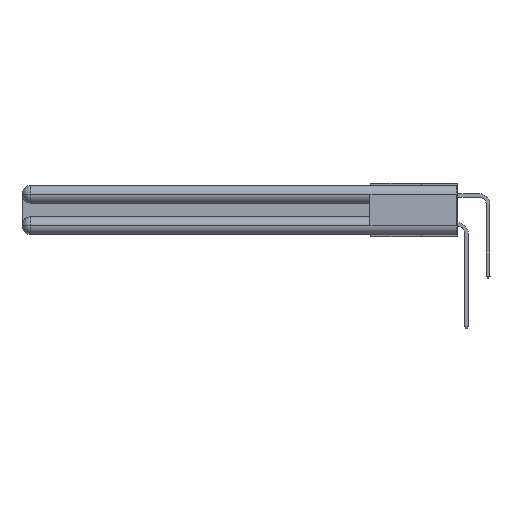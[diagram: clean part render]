
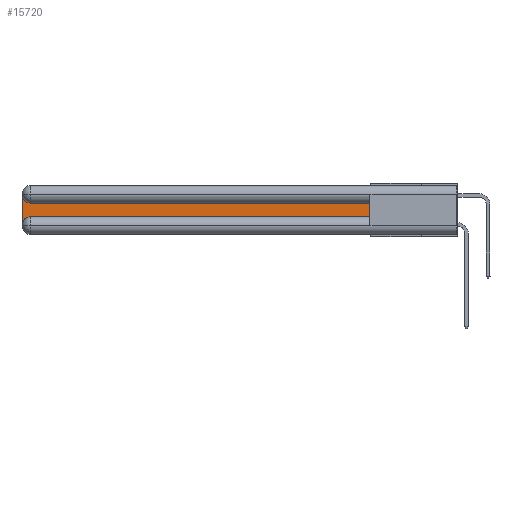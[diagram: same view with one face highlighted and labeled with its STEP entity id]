
A CAD part, left-side view. The second image highlights one B-rep face of the part: STEP entity #15720.
In plain terms, the highlighted planar face has unit normal (-1, 0, 0).
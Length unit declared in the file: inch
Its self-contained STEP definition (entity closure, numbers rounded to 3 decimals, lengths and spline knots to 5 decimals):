
#183 = AXIS2_PLACEMENT_3D ( 'NONE', #18031, #18219, #11472 ) ;
#233 = ORIENTED_EDGE ( 'NONE', *, *, #9792, .T. ) ;
#467 = LINE ( 'NONE', #6348, #20531 ) ;
#733 = DIRECTION ( 'NONE',  ( 0., 0., -1. ) ) ;
#1290 = EDGE_LOOP ( 'NONE', ( #8828, #10998, #23060, #1668, #233, #6189 ) ) ;
#1577 = EDGE_CURVE ( 'NONE', #11537, #3584, #24543, .T. ) ;
#1668 = ORIENTED_EDGE ( 'NONE', *, *, #28200, .T. ) ;
#1968 = LINE ( 'NONE', #17795, #25136 ) ;
#3584 = VERTEX_POINT ( 'NONE', #15809 ) ;
#3686 = EDGE_CURVE ( 'NONE', #28203, #11537, #9594, .T. ) ;
#4225 = CARTESIAN_POINT ( 'NONE',  ( 0.075, 3., -0.0625 ) ) ;
#5227 = AXIS2_PLACEMENT_3D ( 'NONE', #7307, #7404, #7596 ) ;
#5735 = PLANE ( 'NONE',  #16793 ) ;
#6189 = ORIENTED_EDGE ( 'NONE', *, *, #3686, .T. ) ;
#6348 = CARTESIAN_POINT ( 'NONE',  ( 0.075, 0.6, -0.2175 ) ) ;
#7077 = EDGE_CURVE ( 'NONE', #13257, #21014, #1968, .T. ) ;
#7279 = VECTOR ( 'NONE', #23901, 39.37008 ) ;
#7307 = CARTESIAN_POINT ( 'NONE',  ( 0.075, 2.94, -0.0625 ) ) ;
#7404 = DIRECTION ( 'NONE',  ( 1., 0., 0. ) ) ;
#7596 = DIRECTION ( 'NONE',  ( 0., 0., -1. ) ) ;
#7852 = VECTOR ( 'NONE', #17419, 39.37008 ) ;
#7892 = CARTESIAN_POINT ( 'NONE',  ( 0.075, 0.6, -0.1225 ) ) ;
#8699 = FACE_OUTER_BOUND ( 'NONE', #1290, .T. ) ;
#8828 = ORIENTED_EDGE ( 'NONE', *, *, #1577, .T. ) ;
#9594 = LINE ( 'NONE', #17220, #7852 ) ;
#9792 = EDGE_CURVE ( 'NONE', #28065, #28203, #467, .T. ) ;
#10998 = ORIENTED_EDGE ( 'NONE', *, *, #14853, .T. ) ;
#11472 = DIRECTION ( 'NONE',  ( 0., 0., -1. ) ) ;
#11527 = CIRCLE ( 'NONE', #5227, 0.06 ) ;
#11537 = VERTEX_POINT ( 'NONE', #7892 ) ;
#12367 = CARTESIAN_POINT ( 'NONE',  ( 0.075, 3., -0.1225 ) ) ;
#12460 = DIRECTION ( 'NONE',  ( 0., 0., -1. ) ) ;
#13110 = CARTESIAN_POINT ( 'NONE',  ( 0.075, 2.94, -0.2175 ) ) ;
#13257 = VERTEX_POINT ( 'NONE', #4225 ) ;
#14853 = EDGE_CURVE ( 'NONE', #3584, #13257, #11527, .T. ) ;
#15720 = ADVANCED_FACE ( 'NONE', ( #8699 ), #5735, .F. ) ;
#15809 = CARTESIAN_POINT ( 'NONE',  ( 0.075, 2.94, -0.1225 ) ) ;
#16793 = AXIS2_PLACEMENT_3D ( 'NONE', #12367, #27793, #12460 ) ;
#17220 = CARTESIAN_POINT ( 'NONE',  ( 0.075, 0.6, -0.2175 ) ) ;
#17419 = DIRECTION ( 'NONE',  ( 0., 0., 1. ) ) ;
#17795 = CARTESIAN_POINT ( 'NONE',  ( 0.075, 3., -0.2175 ) ) ;
#18031 = CARTESIAN_POINT ( 'NONE',  ( 0.075, 2.94, -0.2775 ) ) ;
#18219 = DIRECTION ( 'NONE',  ( 1., 0., 0. ) ) ;
#20056 = CARTESIAN_POINT ( 'NONE',  ( 0.075, 0.6, -0.2175 ) ) ;
#20531 = VECTOR ( 'NONE', #25980, 39.37008 ) ;
#20592 = CARTESIAN_POINT ( 'NONE',  ( 0.075, 3., -0.2775 ) ) ;
#21014 = VERTEX_POINT ( 'NONE', #20592 ) ;
#23060 = ORIENTED_EDGE ( 'NONE', *, *, #7077, .T. ) ;
#23901 = DIRECTION ( 'NONE',  ( 0., 1., 0. ) ) ;
#24543 = LINE ( 'NONE', #28259, #7279 ) ;
#25136 = VECTOR ( 'NONE', #733, 39.37008 ) ;
#25980 = DIRECTION ( 'NONE',  ( 0., -1., 0. ) ) ;
#27793 = DIRECTION ( 'NONE',  ( 1., 0., 0. ) ) ;
#28065 = VERTEX_POINT ( 'NONE', #13110 ) ;
#28200 = EDGE_CURVE ( 'NONE', #21014, #28065, #28306, .T. ) ;
#28203 = VERTEX_POINT ( 'NONE', #20056 ) ;
#28259 = CARTESIAN_POINT ( 'NONE',  ( 0.075, 0.6, -0.1225 ) ) ;
#28306 = CIRCLE ( 'NONE', #183, 0.06 ) ;
